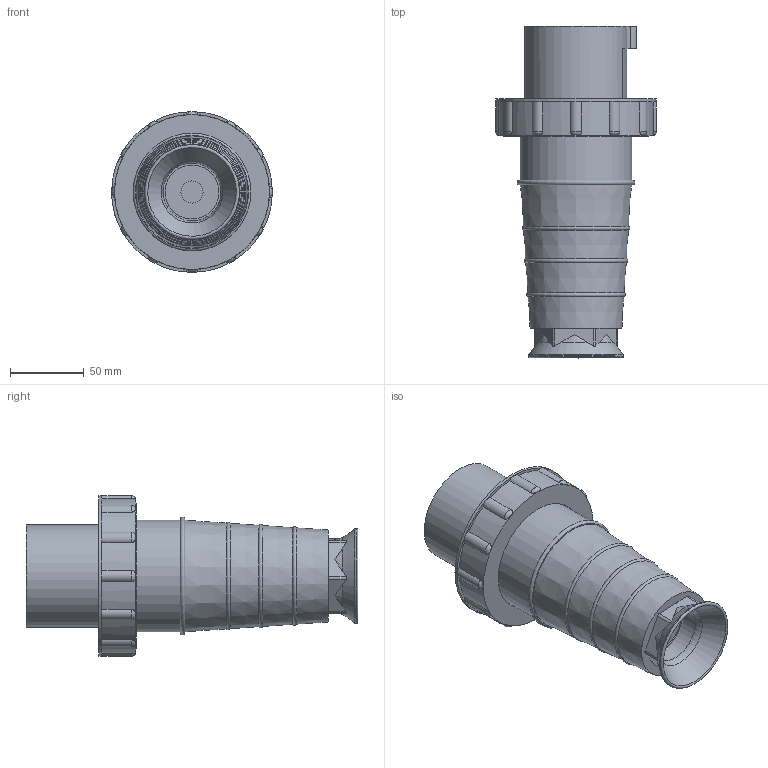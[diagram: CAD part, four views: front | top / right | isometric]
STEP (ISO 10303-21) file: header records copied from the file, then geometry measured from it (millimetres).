
FILE_DESCRIPTION (( 'STEP AP203' ), '1' );
FILE_NAME ('ps-034-63-380.ÃÌ Âèëêà ïåðåíîñíàÿ 034 3Ð+ÐÅ 63À 380Â IP67 EKF.STEP', '2025-10-10T07:25:39', ( '' ), ( '' ), 'SwSTEP 2.0', 'SolidWorks 2021', '' );
FILE_SCHEMA (( 'CONFIG_CONTROL_DESIGN' ));
Length unit declared in the file: millimetre
Products named in the file (7): Êîïèÿ ïðîêëàäêà âèëêè^ps-034-63-380.ÃÌ Âèëêà ïåðåíîñíàÿ 034 3Ð+ÐÅ 63À 380Â IP67 EKF_00; Êîïèÿ âèëêà îãðîìíàÿ^ps-034-63-380.ÃÌ Âèëêà ïåðåíîñíàÿ 034 3Ð+ÐÅ 63À 380Â IP67 EKF_00; Êîïèÿ Ïðèæèìíîå êîëüöî^ps-034-63-380.ÃÌ Âèëêà ïåðåíîñíàÿ 034 3Ð+ÐÅ 63À 380Â IP67 EKF_00; ps-034-63-380.ÃÌ Âèëêà ïåðåíîñíàÿ 034 3Ð+ÐÅ 63À 380Â IP67 EKF; Êîïèÿ ðåçèíîâàÿ ïðîêëàäêà^ps-034-63-380.ÃÌ Âèëêà ïåðåíîñíàÿ 034 3Ð+ÐÅ 63À 380Â IP67 EKF_00; Êîïèÿ øàéáà äëÿ âèëêè^ps-034-63-380.ÃÌ Âèëêà ïåðåíîñíàÿ 034 3Ð+ÐÅ 63À 380Â IP67 EKF_00; Êîïèÿ Âûâîä^ps-034-63-380.ÃÌ Âèëêà ïåðåíîñíàÿ 034 3Ð+ÐÅ 63À 380Â IP67 EKF_00
Assembly tree (6 placements, depth 2):
  ps-034-63-380.ÃÌ Âèëêà ïåðåíîñíàÿ 034 3Ð+ÐÅ 63À 380Â IP67 EKF
    Êîïèÿ âèëêà îãðîìíàÿ^ps-034-63-380.ÃÌ Âèëêà ïåðåíîñíàÿ 034 3Ð+ÐÅ 63À 380Â IP67 EKF_00
    Êîïèÿ Âûâîä^ps-034-63-380.ÃÌ Âèëêà ïåðåíîñíàÿ 034 3Ð+ÐÅ 63À 380Â IP67 EKF_00
    Êîïèÿ Ïðèæèìíîå êîëüöî^ps-034-63-380.ÃÌ Âèëêà ïåðåíîñíàÿ 034 3Ð+ÐÅ 63À 380Â IP67 EKF_00
    Êîïèÿ ïðîêëàäêà âèëêè^ps-034-63-380.ÃÌ Âèëêà ïåðåíîñíàÿ 034 3Ð+ÐÅ 63À 380Â IP67 EKF_00
    Êîïèÿ øàéáà äëÿ âèëêè^ps-034-63-380.ÃÌ Âèëêà ïåðåíîñíàÿ 034 3Ð+ÐÅ 63À 380Â IP67 EKF_00
    Êîïèÿ ðåçèíîâàÿ ïðîêëàäêà^ps-034-63-380.ÃÌ Âèëêà ïåðåíîñíàÿ 034 3Ð+ÐÅ 63À 380Â IP67 EKF_00
Bounding box: 109 x 224.75 x 109 mm (x, y, z)
Volume: 662980.5 mm3; surface area: 133562.1 mm2
Topology: 6 solids, 6 shells, 169 faces, 401 edges, 256 vertices
Faces by surface type: plane 72, cylinder 59, torus 31, cone 6, sphere 1
Full cylindrical faces by diameter (mm): 5.9 x1, 8 x3, 10 x1, 12 x4, 15 x1, 36.6 x1, 39.3 x1, 40.5 x1, 43.5 x1, 45.1 x1, 47.25 x1, 49 x1, 63 x1, 64.25 x1, 75.85 x1, 77 x1, 97 x1, 105 x1, 109 x1
Entity records: 5879 total; most frequent: CARTESIAN_POINT 1362, DIRECTION 844, ORIENTED_EDGE 698, AXIS2_PLACEMENT_3D 359, EDGE_CURVE 349, VERTEX_POINT 249, EDGE_LOOP 236, FACE_OUTER_BOUND 206
